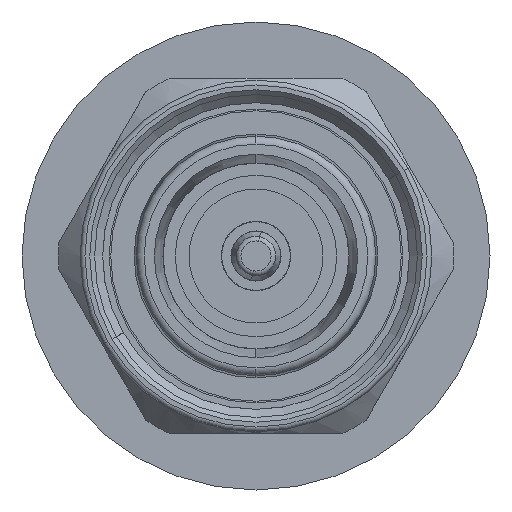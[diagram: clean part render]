
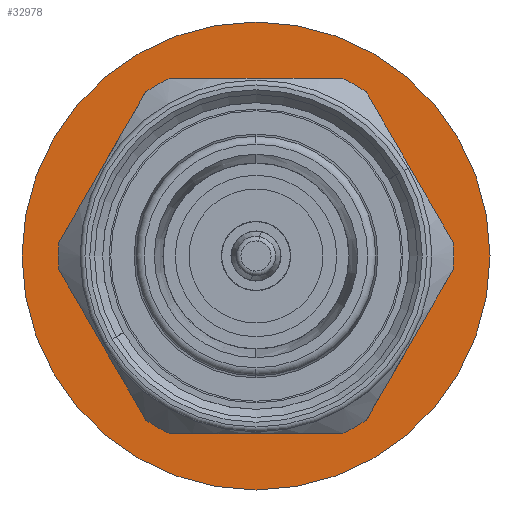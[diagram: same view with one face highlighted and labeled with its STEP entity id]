
A CAD part, left-side view. The second image highlights one B-rep face of the part: STEP entity #32978.
In plain terms, the highlighted planar face has unit normal (-1, 0, 0).
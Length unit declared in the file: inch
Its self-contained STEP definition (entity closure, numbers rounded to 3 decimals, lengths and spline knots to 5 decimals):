
#309 = AXIS2_PLACEMENT_3D ( 'NONE', #17707, #37915, #38576 ) ;
#430 = DIRECTION ( 'NONE',  ( 0., 0., -1. ) ) ;
#983 = FACE_OUTER_BOUND ( 'NONE', #25279, .T. ) ;
#2303 = CARTESIAN_POINT ( 'NONE',  ( 0.34646, -0.14903, -0.0958 ) ) ;
#2399 = ORIENTED_EDGE ( 'NONE', *, *, #11474, .T. ) ;
#3436 = ORIENTED_EDGE ( 'NONE', *, *, #27154, .T. ) ;
#3604 = AXIS2_PLACEMENT_3D ( 'NONE', #54234, #23235, #59645 ) ;
#4191 = EDGE_CURVE ( 'NONE', #30088, #14689, #16551, .T. ) ;
#4998 = CIRCLE ( 'NONE', #64193, 0.17717 ) ;
#5138 = ORIENTED_EDGE ( 'NONE', *, *, #7334, .T. ) ;
#7181 = VERTEX_POINT ( 'NONE', #2303 ) ;
#7334 = EDGE_CURVE ( 'NONE', #15930, #11314, #43085, .T. ) ;
#7856 = ORIENTED_EDGE ( 'NONE', *, *, #43688, .T. ) ;
#9438 = VERTEX_POINT ( 'NONE', #56692 ) ;
#9749 = DIRECTION ( 'NONE',  ( 0., 0., -1. ) ) ;
#11028 = CARTESIAN_POINT ( 'NONE',  ( 0.34646, 0.00845, 0.17697 ) ) ;
#11314 = VERTEX_POINT ( 'NONE', #50630 ) ;
#11471 = CARTESIAN_POINT ( 'NONE',  ( 0.34646, 0., 0. ) ) ;
#11474 = EDGE_CURVE ( 'NONE', #14689, #19910, #29471, .T. ) ;
#11521 = DIRECTION ( 'NONE',  ( 1., 0., 0. ) ) ;
#12271 = CARTESIAN_POINT ( 'NONE',  ( 0.34646, -0.00845, 0.17697 ) ) ;
#12793 = VECTOR ( 'NONE', #61162, 39.37008 ) ;
#14023 = VERTEX_POINT ( 'NONE', #55280 ) ;
#14339 = VERTEX_POINT ( 'NONE', #25267 ) ;
#14583 = EDGE_CURVE ( 'NONE', #28768, #65269, #23262, .T. ) ;
#14689 = VERTEX_POINT ( 'NONE', #12271 ) ;
#14925 = LINE ( 'NONE', #35455, #32104 ) ;
#15634 = ORIENTED_EDGE ( 'NONE', *, *, #21734, .T. ) ;
#15930 = VERTEX_POINT ( 'NONE', #53864 ) ;
#16551 = CIRCLE ( 'NONE', #3604, 0.17717 ) ;
#16735 = ORIENTED_EDGE ( 'NONE', *, *, #53939, .T. ) ;
#16771 = VERTEX_POINT ( 'NONE', #38366 ) ;
#17190 = AXIS2_PLACEMENT_3D ( 'NONE', #40735, #66056, #9749 ) ;
#17687 = LINE ( 'NONE', #44610, #12793 ) ;
#17707 = CARTESIAN_POINT ( 'NONE',  ( 0.34646, 0., 0. ) ) ;
#17811 = FACE_BOUND ( 'NONE', #21966, .T. ) ;
#18021 = LINE ( 'NONE', #49013, #57981 ) ;
#18869 = VECTOR ( 'NONE', #43684, 39.37008 ) ;
#19366 = DIRECTION ( 'NONE',  ( 0., 0., -1. ) ) ;
#19411 = DIRECTION ( 'NONE',  ( 0., -0.866, -0.5 ) ) ;
#19910 = VERTEX_POINT ( 'NONE', #53547 ) ;
#20499 = CIRCLE ( 'NONE', #57074, 0.17717 ) ;
#20679 = DIRECTION ( 'NONE',  ( 1., 0., 0. ) ) ;
#21395 = EDGE_CURVE ( 'NONE', #14023, #15930, #26683, .T. ) ;
#21443 = EDGE_CURVE ( 'NONE', #14339, #14023, #18021, .T. ) ;
#21734 = EDGE_CURVE ( 'NONE', #9438, #30088, #17687, .T. ) ;
#21966 = EDGE_LOOP ( 'NONE', ( #3436, #15634, #57137, #2399, #16735, #7856, #46924, #64254, #48940, #25744, #62444, #33786, #5138 ) ) ;
#22617 = ORIENTED_EDGE ( 'NONE', *, *, #48455, .T. ) ;
#23235 = DIRECTION ( 'NONE',  ( 1., 0., 0. ) ) ;
#23262 = CIRCLE ( 'NONE', #49098, 0.57087 ) ;
#23317 = AXIS2_PLACEMENT_3D ( 'NONE', #11471, #42130, #41796 ) ;
#23393 = DIRECTION ( 'NONE',  ( 1., 0., 0. ) ) ;
#24708 = ORIENTED_EDGE ( 'NONE', *, *, #14583, .T. ) ;
#25267 = CARTESIAN_POINT ( 'NONE',  ( 0.34646, 0.00845, -0.17697 ) ) ;
#25279 = EDGE_LOOP ( 'NONE', ( #24708, #22617 ) ) ;
#25716 = CARTESIAN_POINT ( 'NONE',  ( 0.34646, 0., 0. ) ) ;
#25744 = ORIENTED_EDGE ( 'NONE', *, *, #55335, .T. ) ;
#26683 = CIRCLE ( 'NONE', #64428, 0.17717 ) ;
#27154 = EDGE_CURVE ( 'NONE', #11314, #9438, #4998, .T. ) ;
#27253 = VECTOR ( 'NONE', #32975, 39.37008 ) ;
#28179 = CARTESIAN_POINT ( 'NONE',  ( 0.34646, -0.15748, -0.09092 ) ) ;
#28768 = VERTEX_POINT ( 'NONE', #49892 ) ;
#29471 = LINE ( 'NONE', #44999, #55455 ) ;
#30088 = VERTEX_POINT ( 'NONE', #11028 ) ;
#32104 = VECTOR ( 'NONE', #56016, 39.37008 ) ;
#32134 = CARTESIAN_POINT ( 'NONE',  ( 0.34646, -0.15748, -0.08117 ) ) ;
#32975 = DIRECTION ( 'NONE',  ( 0., 0., 1. ) ) ;
#32978 = ADVANCED_FACE ( 'NONE', ( #983, #17811 ), #38347, .T. ) ;
#33496 = DIRECTION ( 'NONE',  ( 0., 0., -1. ) ) ;
#33560 = EDGE_CURVE ( 'NONE', #7181, #42850, #14925, .T. ) ;
#33786 = ORIENTED_EDGE ( 'NONE', *, *, #21395, .T. ) ;
#33916 = LINE ( 'NONE', #28179, #18869 ) ;
#35455 = CARTESIAN_POINT ( 'NONE',  ( 0.34646, 0., -0.18184 ) ) ;
#37915 = DIRECTION ( 'NONE',  ( 1., 0., 0. ) ) ;
#38241 = CARTESIAN_POINT ( 'NONE',  ( 0.34646, -0.15748, 0.08117 ) ) ;
#38347 = PLANE ( 'NONE',  #43866 ) ;
#38366 = CARTESIAN_POINT ( 'NONE',  ( 0.34646, 0., -0.17717 ) ) ;
#38576 = DIRECTION ( 'NONE',  ( 0., 0., -1. ) ) ;
#38661 = AXIS2_PLACEMENT_3D ( 'NONE', #62782, #11521, #52635 ) ;
#40735 = CARTESIAN_POINT ( 'NONE',  ( 0.34646, 0., 0. ) ) ;
#41096 = CARTESIAN_POINT ( 'NONE',  ( 0.34646, 0., 0. ) ) ;
#41796 = DIRECTION ( 'NONE',  ( 0., 0., -1. ) ) ;
#42092 = DIRECTION ( 'NONE',  ( -1., 0., 0. ) ) ;
#42130 = DIRECTION ( 'NONE',  ( -1., 0., 0. ) ) ;
#42850 = VERTEX_POINT ( 'NONE', #63085 ) ;
#43085 = LINE ( 'NONE', #63691, #27253 ) ;
#43684 = DIRECTION ( 'NONE',  ( 0., 0., -1. ) ) ;
#43688 = EDGE_CURVE ( 'NONE', #63499, #49889, #33916, .T. ) ;
#43866 = AXIS2_PLACEMENT_3D ( 'NONE', #58925, #42092, #62694 ) ;
#44610 = CARTESIAN_POINT ( 'NONE',  ( 0.34646, 0., 0.18184 ) ) ;
#44818 = CIRCLE ( 'NONE', #23317, 0.57087 ) ;
#44952 = CARTESIAN_POINT ( 'NONE',  ( 0.34646, 0., 0. ) ) ;
#44999 = CARTESIAN_POINT ( 'NONE',  ( 0.34646, -0.15748, 0.09092 ) ) ;
#46245 = CIRCLE ( 'NONE', #17190, 0.17717 ) ;
#46924 = ORIENTED_EDGE ( 'NONE', *, *, #51061, .T. ) ;
#48455 = EDGE_CURVE ( 'NONE', #65269, #28768, #44818, .T. ) ;
#48940 = ORIENTED_EDGE ( 'NONE', *, *, #63466, .T. ) ;
#49013 = CARTESIAN_POINT ( 'NONE',  ( 0.34646, 0.15748, -0.09092 ) ) ;
#49098 = AXIS2_PLACEMENT_3D ( 'NONE', #41096, #51554, #57613 ) ;
#49128 = CARTESIAN_POINT ( 'NONE',  ( 0.34646, 0., 0.57087 ) ) ;
#49348 = CARTESIAN_POINT ( 'NONE',  ( 0.34646, 0., 0. ) ) ;
#49889 = VERTEX_POINT ( 'NONE', #32134 ) ;
#49892 = CARTESIAN_POINT ( 'NONE',  ( 0.34646, 0., -0.57087 ) ) ;
#50505 = CIRCLE ( 'NONE', #38661, 0.17717 ) ;
#50630 = CARTESIAN_POINT ( 'NONE',  ( 0.34646, 0.15748, 0.08117 ) ) ;
#51061 = EDGE_CURVE ( 'NONE', #49889, #7181, #50505, .T. ) ;
#51554 = DIRECTION ( 'NONE',  ( -1., 0., 0. ) ) ;
#52635 = DIRECTION ( 'NONE',  ( 0., 0., -1. ) ) ;
#53547 = CARTESIAN_POINT ( 'NONE',  ( 0.34646, -0.14903, 0.0958 ) ) ;
#53750 = DIRECTION ( 'NONE',  ( 0., 0.866, 0.5 ) ) ;
#53864 = CARTESIAN_POINT ( 'NONE',  ( 0.34646, 0.15748, -0.08117 ) ) ;
#53939 = EDGE_CURVE ( 'NONE', #19910, #63499, #46245, .T. ) ;
#54234 = CARTESIAN_POINT ( 'NONE',  ( 0.34646, 0., 0. ) ) ;
#55072 = DIRECTION ( 'NONE',  ( 1., 0., 0. ) ) ;
#55280 = CARTESIAN_POINT ( 'NONE',  ( 0.34646, 0.14903, -0.0958 ) ) ;
#55335 = EDGE_CURVE ( 'NONE', #16771, #14339, #20499, .T. ) ;
#55455 = VECTOR ( 'NONE', #19411, 39.37008 ) ;
#56016 = DIRECTION ( 'NONE',  ( 0., 0.866, -0.5 ) ) ;
#56692 = CARTESIAN_POINT ( 'NONE',  ( 0.34646, 0.14903, 0.0958 ) ) ;
#57074 = AXIS2_PLACEMENT_3D ( 'NONE', #44952, #55072, #19366 ) ;
#57137 = ORIENTED_EDGE ( 'NONE', *, *, #4191, .T. ) ;
#57613 = DIRECTION ( 'NONE',  ( 0., 0., -1. ) ) ;
#57981 = VECTOR ( 'NONE', #53750, 39.37008 ) ;
#58925 = CARTESIAN_POINT ( 'NONE',  ( 0.34646, 0.57087, 0. ) ) ;
#59484 = CIRCLE ( 'NONE', #309, 0.17717 ) ;
#59645 = DIRECTION ( 'NONE',  ( 0., 0., -1. ) ) ;
#61162 = DIRECTION ( 'NONE',  ( 0., -0.866, 0.5 ) ) ;
#62444 = ORIENTED_EDGE ( 'NONE', *, *, #21443, .T. ) ;
#62694 = DIRECTION ( 'NONE',  ( 0., 0., 1. ) ) ;
#62782 = CARTESIAN_POINT ( 'NONE',  ( 0.34646, 0., 0. ) ) ;
#63085 = CARTESIAN_POINT ( 'NONE',  ( 0.34646, -0.00845, -0.17697 ) ) ;
#63466 = EDGE_CURVE ( 'NONE', #42850, #16771, #59484, .T. ) ;
#63499 = VERTEX_POINT ( 'NONE', #38241 ) ;
#63691 = CARTESIAN_POINT ( 'NONE',  ( 0.34646, 0.15748, 0.09092 ) ) ;
#64193 = AXIS2_PLACEMENT_3D ( 'NONE', #25716, #20679, #430 ) ;
#64254 = ORIENTED_EDGE ( 'NONE', *, *, #33560, .T. ) ;
#64428 = AXIS2_PLACEMENT_3D ( 'NONE', #49348, #23393, #33496 ) ;
#65269 = VERTEX_POINT ( 'NONE', #49128 ) ;
#66056 = DIRECTION ( 'NONE',  ( 1., 0., 0. ) ) ;
